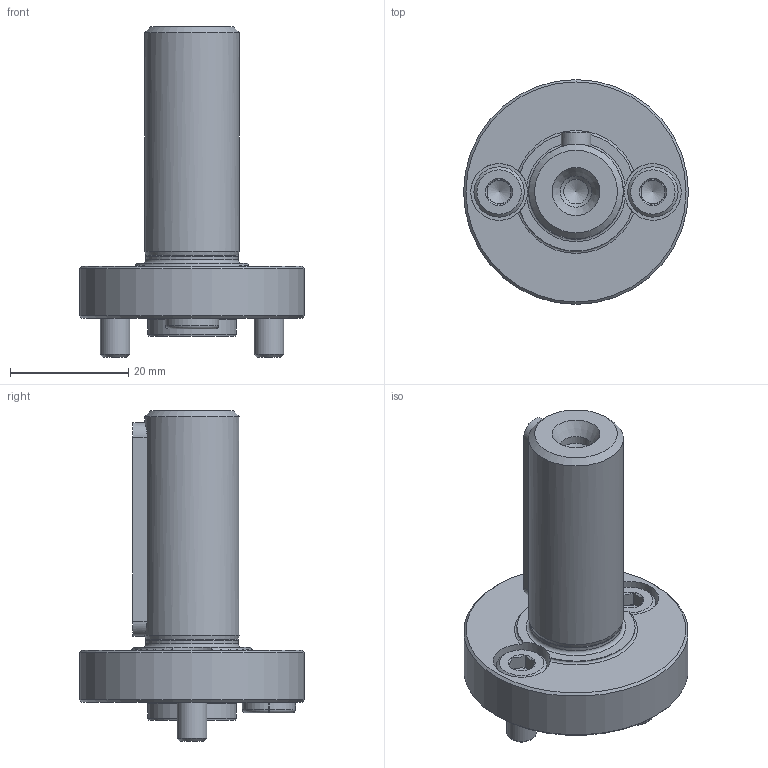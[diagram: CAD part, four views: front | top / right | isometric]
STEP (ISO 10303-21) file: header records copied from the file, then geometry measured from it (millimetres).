
FILE_DESCRIPTION(/* description */ ('STEP AP214'),/* implementation_level */ '2;1');
FILE_NAME(/* name */ '4835938_DARF-Q11-25',/* time_stamp */ '2024-08-14T14:55:07+02:00',/* author */ ('License CC BY-ND 4.0'),/* organization */ ('CADENAS'),/* preprocessor_version */ 'ST-DEVELOPER v19.3',/* originating_system */ 'PARTsolutions',/* authorisation */ ' ');
FILE_SCHEMA (('AUTOMOTIVE_DESIGN {1 0 10303 214 3 1 1}'));
Length unit declared in the file: millimetre
Products named in the file (4): 4835938 DARF-Q11-25; 4835938 DARF-Q11-25---(P); DIN-912 - M5x10(F); 8137184 ZBH-9-B
Assembly tree (4 placements, depth 2):
  4835938 DARF-Q11-25
    4835938 DARF-Q11-25---(P)
    DIN-912 - M5x10(F)  x2
    8137184 ZBH-9-B
Bounding box: 38 x 38 x 55.9 mm (x, y, z)
Volume: 18536.9 mm3; surface area: 7367.9 mm2
Topology: 4 solids, 4 shells, 105 faces, 221 edges, 129 vertices
Faces by surface type: plane 44, cone 32, cylinder 22, torus 7
Full cylindrical faces by diameter (mm): 2.5 x1, 4.134 x1, 5 x2, 5.3 x1, 5.5 x2, 8.5 x2, 9 x1, 9.6 x2, 15 x1, 15.6 x1, 16 x1, 38 x1
Entity records: 1995 total; most frequent: CARTESIAN_POINT 383, DIRECTION 338, ORIENTED_EDGE 248, AXIS2_PLACEMENT_3D 152, EDGE_CURVE 124, FACE_BOUND 120, EDGE_LOOP 117, VERTEX_POINT 92
